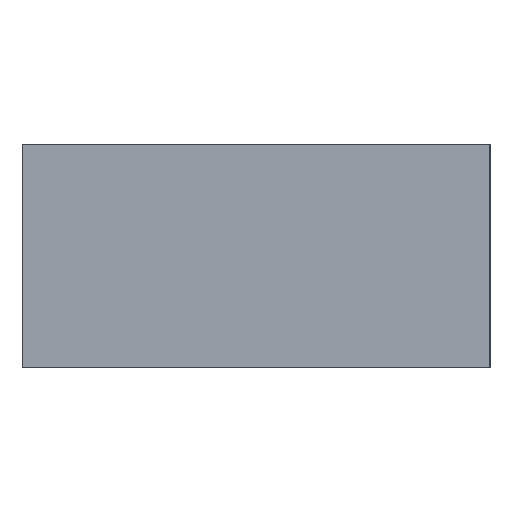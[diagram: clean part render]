
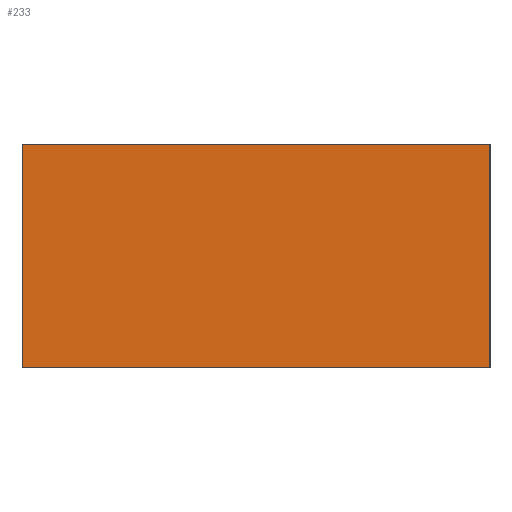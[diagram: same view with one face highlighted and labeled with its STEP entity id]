
A CAD part, left-side view. The second image highlights one B-rep face of the part: STEP entity #233.
In plain terms, the highlighted planar face has unit normal (-1, 0, 0).
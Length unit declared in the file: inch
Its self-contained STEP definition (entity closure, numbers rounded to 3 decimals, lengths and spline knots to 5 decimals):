
#140 = ORIENTED_EDGE ( 'NONE', *, *, #240, .T. ) ;
#154 = ORIENTED_EDGE ( 'NONE', *, *, #155, .F. ) ;
#155 = EDGE_CURVE ( 'NONE', #242, #169, #659, .T. ) ;
#169 = VERTEX_POINT ( 'NONE', #638 ) ;
#233 = ADVANCED_FACE ( 'NONE', ( #904 ), #825, .T. ) ;
#234 = VERTEX_POINT ( 'NONE', #900 ) ;
#235 = EDGE_LOOP ( 'NONE', ( #154, #243, #246, #140 ) ) ;
#240 = EDGE_CURVE ( 'NONE', #234, #169, #903, .T. ) ;
#242 = VERTEX_POINT ( 'NONE', #926 ) ;
#243 = ORIENTED_EDGE ( 'NONE', *, *, #244, .F. ) ;
#244 = EDGE_CURVE ( 'NONE', #245, #242, #928, .T. ) ;
#245 = VERTEX_POINT ( 'NONE', #927 ) ;
#246 = ORIENTED_EDGE ( 'NONE', *, *, #247, .T. ) ;
#247 = EDGE_CURVE ( 'NONE', #245, #234, #935, .T. ) ;
#579 = DIRECTION ( 'NONE',  ( 0., 0., 1. ) ) ;
#638 = CARTESIAN_POINT ( 'NONE',  ( 0., 0.0251, 0.024 ) ) ;
#657 = VECTOR ( 'NONE', #579, 39.37008 ) ;
#658 = CARTESIAN_POINT ( 'NONE',  ( 0., 0.0251, 0. ) ) ;
#659 = LINE ( 'NONE', #658, #657 ) ;
#825 = PLANE ( 'NONE',  #837 ) ;
#837 = AXIS2_PLACEMENT_3D ( 'NONE', #959, #920, #906 ) ;
#897 = DIRECTION ( 'NONE',  ( 0., 1., 0. ) ) ;
#898 = VECTOR ( 'NONE', #897, 39.37008 ) ;
#899 = CARTESIAN_POINT ( 'NONE',  ( 0., -0.0251, 0. ) ) ;
#900 = CARTESIAN_POINT ( 'NONE',  ( 0., -0.0251, 0.024 ) ) ;
#901 = VECTOR ( 'NONE', #933, 39.37008 ) ;
#902 = CARTESIAN_POINT ( 'NONE',  ( 0., -0.0251, 0.024 ) ) ;
#903 = LINE ( 'NONE', #902, #901 ) ;
#904 = FACE_OUTER_BOUND ( 'NONE', #235, .T. ) ;
#906 = DIRECTION ( 'NONE',  ( 0., 0., 1. ) ) ;
#918 = DIRECTION ( 'NONE',  ( 0., 0., 1. ) ) ;
#919 = VECTOR ( 'NONE', #918, 39.37008 ) ;
#920 = DIRECTION ( 'NONE',  ( -1., 0., 0. ) ) ;
#926 = CARTESIAN_POINT ( 'NONE',  ( 0., 0.0251, 0. ) ) ;
#927 = CARTESIAN_POINT ( 'NONE',  ( 0., -0.0251, 0. ) ) ;
#928 = LINE ( 'NONE', #899, #898 ) ;
#933 = DIRECTION ( 'NONE',  ( 0., 1., 0. ) ) ;
#934 = CARTESIAN_POINT ( 'NONE',  ( 0., -0.0251, 0. ) ) ;
#935 = LINE ( 'NONE', #934, #919 ) ;
#959 = CARTESIAN_POINT ( 'NONE',  ( 0., -0.0251, 0. ) ) ;
